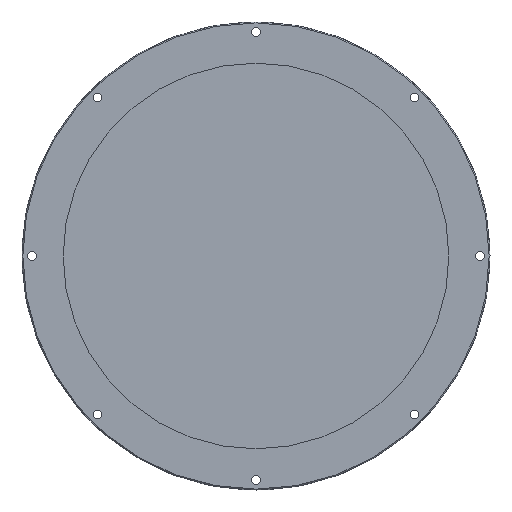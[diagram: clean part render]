
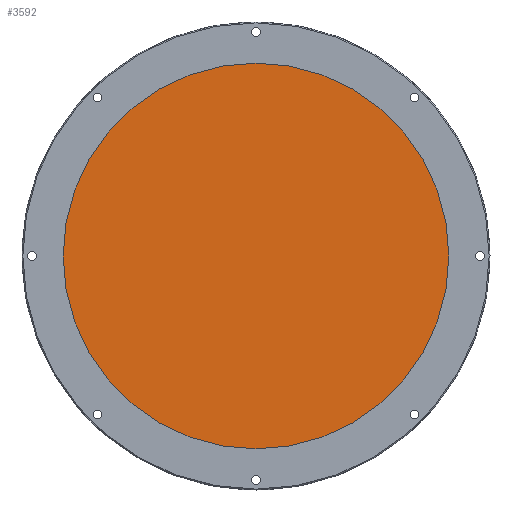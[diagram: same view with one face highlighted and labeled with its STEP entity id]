
A CAD part, front view. The second image highlights one B-rep face of the part: STEP entity #3592.
In plain terms, the highlighted planar face has unit normal (0, -1, 0).
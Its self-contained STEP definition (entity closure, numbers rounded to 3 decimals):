
#192 = EDGE_CURVE ( 'NONE', #3188, #1187, #3395, .T. ) ;
#358 = DIRECTION ( 'NONE',  ( 0., -1., 0. ) ) ;
#623 = AXIS2_PLACEMENT_3D ( 'NONE', #1442, #3384, #3069 ) ;
#1106 = ORIENTED_EDGE ( 'NONE', *, *, #2388, .T. ) ;
#1187 = VERTEX_POINT ( 'NONE', #3953 ) ;
#1335 = DIRECTION ( 'NONE',  ( 0., 0., 1. ) ) ;
#1442 = CARTESIAN_POINT ( 'NONE',  ( 0., 4., 0. ) ) ;
#1793 = AXIS2_PLACEMENT_3D ( 'NONE', #1955, #358, #3228 ) ;
#1846 = ORIENTED_EDGE ( 'NONE', *, *, #192, .T. ) ;
#1955 = CARTESIAN_POINT ( 'NONE',  ( 0., 4., 0. ) ) ;
#2388 = EDGE_CURVE ( 'NONE', #1187, #3188, #3435, .T. ) ;
#2627 = DIRECTION ( 'NONE',  ( 0., 1., 0. ) ) ;
#3054 = CARTESIAN_POINT ( 'NONE',  ( 0., 4., 68. ) ) ;
#3069 = DIRECTION ( 'NONE',  ( 0., 0., -1. ) ) ;
#3188 = VERTEX_POINT ( 'NONE', #3054 ) ;
#3228 = DIRECTION ( 'NONE',  ( 0., 0., -1. ) ) ;
#3298 = FACE_OUTER_BOUND ( 'NONE', #4084, .T. ) ;
#3384 = DIRECTION ( 'NONE',  ( 0., -1., 0. ) ) ;
#3395 = CIRCLE ( 'NONE', #1793, 68. ) ;
#3435 = CIRCLE ( 'NONE', #623, 68. ) ;
#3543 = CARTESIAN_POINT ( 'NONE',  ( 0., 4., 0. ) ) ;
#3592 = ADVANCED_FACE ( 'NONE', ( #3298 ), #3631, .F. ) ;
#3602 = AXIS2_PLACEMENT_3D ( 'NONE', #3543, #2627, #1335 ) ;
#3631 = PLANE ( 'NONE',  #3602 ) ;
#3953 = CARTESIAN_POINT ( 'NONE',  ( 0., 4., -68. ) ) ;
#4084 = EDGE_LOOP ( 'NONE', ( #1106, #1846 ) ) ;
